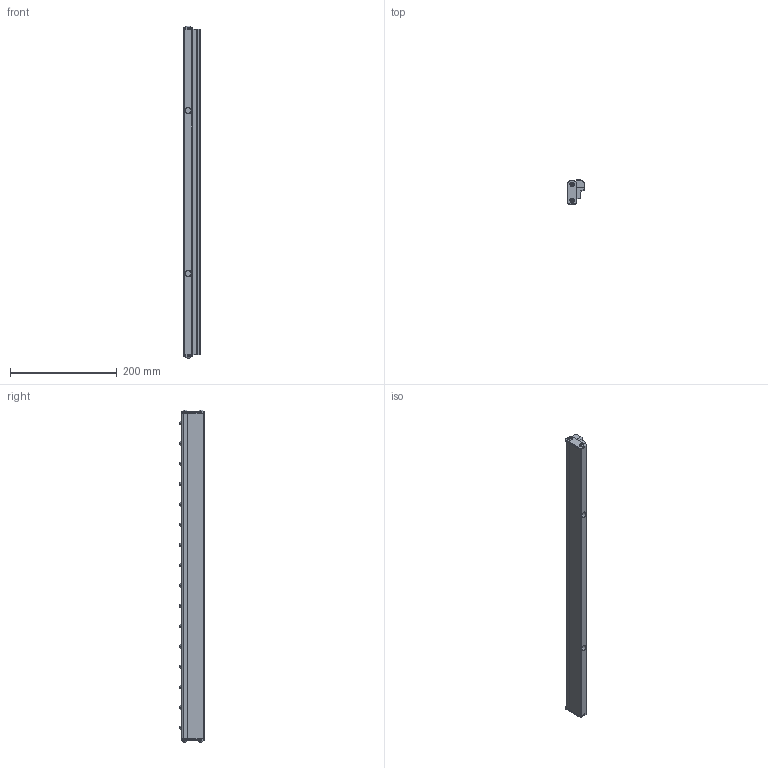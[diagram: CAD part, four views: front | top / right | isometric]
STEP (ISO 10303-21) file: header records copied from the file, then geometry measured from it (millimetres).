
FILE_DESCRIPTION (( 'STEP AP214' ), '1' );
FILE_NAME ('lama d''aria 921-24.STEP', '2013-02-04T16:08:55', ( 'PC' ), ( '' ), 'SwSTEP 2.0', 'SolidWorks 2012', '' );
FILE_SCHEMA (( 'AUTOMOTIVE_DESIGN' ));
Length unit declared in the file: millimetre
Products named in the file (1): lama d''aria 921-24
Bounding box: 30.5 x 45.2 x 621.4 mm (x, y, z)
Volume: 641924.1 mm3; surface area: 132855.4 mm2
Topology: 6 solids, 6 shells, 438 faces, 990 edges, 604 vertices
Faces by surface type: plane 202, cylinder 188, torus 43, cone 3, bspline 2
Entity records: 12230 total; most frequent: CARTESIAN_POINT 2442, ORIENTED_EDGE 1980, DIRECTION 1966, EDGE_CURVE 990, AXIS2_PLACEMENT_3D 665, LINE 636, VECTOR 636, VERTEX_POINT 604
